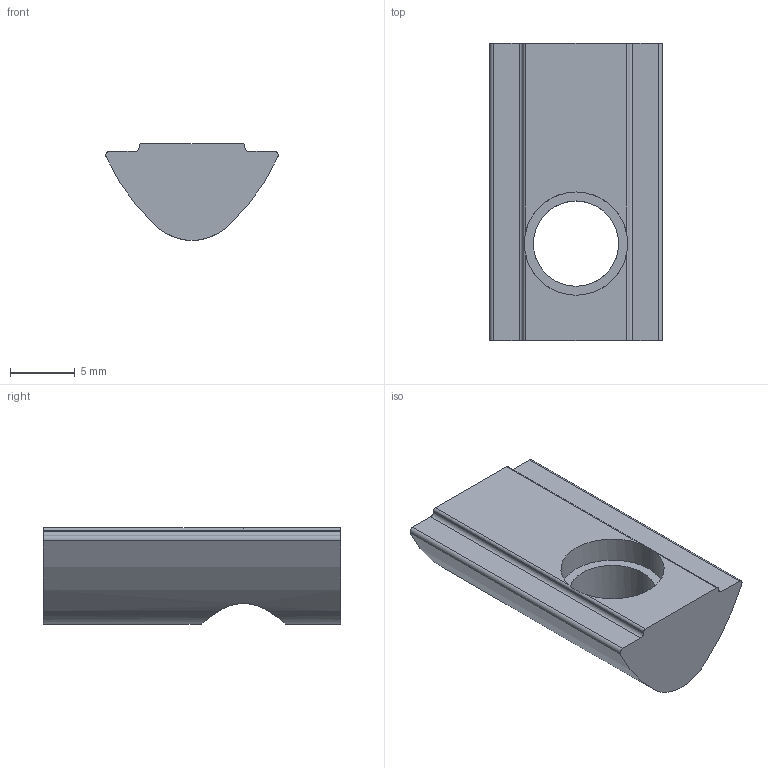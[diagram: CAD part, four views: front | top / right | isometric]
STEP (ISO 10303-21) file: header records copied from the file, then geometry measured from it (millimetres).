
FILE_DESCRIPTION (( 'STEP AP214' ), '1' );
FILE_NAME ('6290499.stp', '2016-06-29T13:31:13', ( '' ), ( '' ), 'SwSTEP 2.0', 'SolidWorks 2014', '' );
FILE_SCHEMA (( 'AUTOMOTIVE_DESIGN' ));
Length unit declared in the file: millimetre
Products named in the file (1): 6290499
Bounding box: 13.36 x 23 x 7.5 mm (x, y, z)
Volume: 1297.7 mm3; surface area: 999 mm2
Topology: 1 solids, 1 shells, 25 faces, 72 edges, 48 vertices
Faces by surface type: cylinder 16, plane 9
Entity records: 946 total; most frequent: CARTESIAN_POINT 246, ORIENTED_EDGE 144, DIRECTION 138, EDGE_CURVE 72, AXIS2_PLACEMENT_3D 52, VERTEX_POINT 48, VECTOR 34, LINE 34
